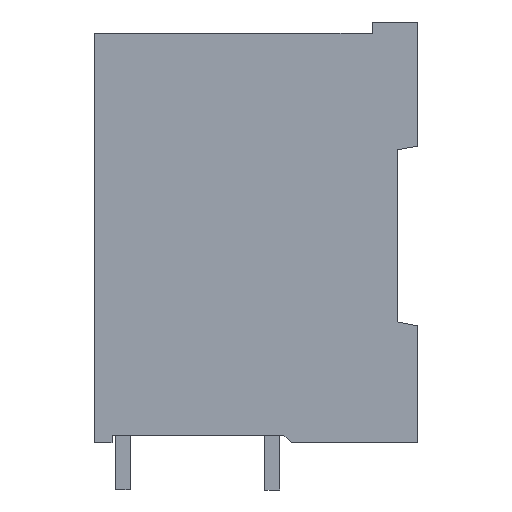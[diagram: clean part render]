
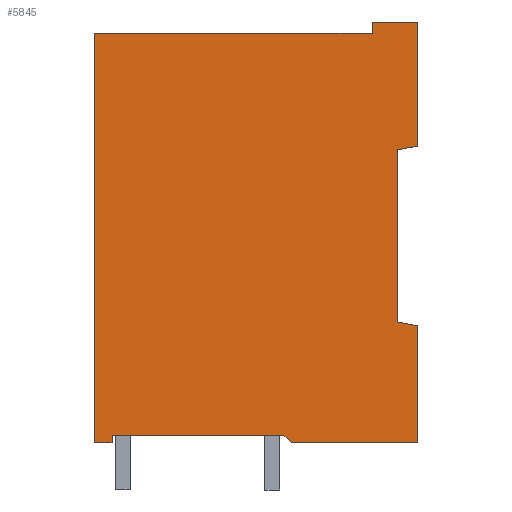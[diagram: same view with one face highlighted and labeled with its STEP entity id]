
A CAD part, left-side view. The second image highlights one B-rep face of the part: STEP entity #5845.
In plain terms, the highlighted planar face has unit normal (-1, 0, 0).
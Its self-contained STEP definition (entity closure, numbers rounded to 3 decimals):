
#5765=AXIS2_PLACEMENT_3D('Plane Axis2P3D',#5762,#5763,#5764) ;
#2449=CARTESIAN_POINT('Line Origine',(0.,0.7,23.277)) ;
#2453=CARTESIAN_POINT('Vertex',(0.,1.4,23.153)) ;
#2455=CARTESIAN_POINT('Vertex',(0.,0.,23.4)) ;
#3705=CARTESIAN_POINT('Line Origine',(0.,21.4,3.2)) ;
#3709=CARTESIAN_POINT('Vertex',(0.,22.,3.2)) ;
#3711=CARTESIAN_POINT('Vertex',(0.,20.8,3.2)) ;
#3756=CARTESIAN_POINT('Vertex',(0.,20.8,3.7)) ;
#3759=CARTESIAN_POINT('Line Origine',(0.,20.8,3.45)) ;
#3771=CARTESIAN_POINT('Line Origine',(0.,4.3,3.2)) ;
#3775=CARTESIAN_POINT('Vertex',(0.,8.6,3.2)) ;
#3777=CARTESIAN_POINT('Vertex',(0.,0.,3.2)) ;
#5762=CARTESIAN_POINT('Axis2P3D Location',(0.,22.,0.)) ;
#5767=CARTESIAN_POINT('Line Origine',(0.,11.,3.7)) ;
#5771=CARTESIAN_POINT('Vertex',(0.,9.1,3.7)) ;
#5775=CARTESIAN_POINT('Control Point',(0.,9.1,3.7)) ;
#5776=CARTESIAN_POINT('Control Point',(0.,8.6,3.2)) ;
#5778=CARTESIAN_POINT('Line Origine',(0.,0.,17.525)) ;
#5782=CARTESIAN_POINT('Vertex',(0.,0.,11.17)) ;
#5786=CARTESIAN_POINT('Control Point',(0.,0.,11.17)) ;
#5787=CARTESIAN_POINT('Control Point',(0.,1.4,11.439)) ;
#5788=CARTESIAN_POINT('Vertex',(0.,1.4,11.439)) ;
#5791=CARTESIAN_POINT('Line Origine',(0.,1.4,17.525)) ;
#5796=CARTESIAN_POINT('Line Origine',(0.,0.,17.525)) ;
#5800=CARTESIAN_POINT('Vertex',(0.,0.,31.85)) ;
#5803=CARTESIAN_POINT('Line Origine',(0.,11.,31.85)) ;
#5807=CARTESIAN_POINT('Vertex',(0.,3.1,31.85)) ;
#5810=CARTESIAN_POINT('Line Origine',(0.,3.1,17.525)) ;
#5814=CARTESIAN_POINT('Vertex',(0.,3.1,31.08)) ;
#5817=CARTESIAN_POINT('Line Origine',(0.,11.,31.08)) ;
#5821=CARTESIAN_POINT('Vertex',(0.,22.,31.08)) ;
#5824=CARTESIAN_POINT('Line Origine',(0.,22.,17.525)) ;
#2450=DIRECTION('Vector Direction',(0.,-0.985,0.174)) ;
#3706=DIRECTION('Vector Direction',(0.,-1.,0.)) ;
#3760=DIRECTION('Vector Direction',(0.,0.,-1.)) ;
#3772=DIRECTION('Vector Direction',(0.,-1.,0.)) ;
#5763=DIRECTION('Axis2P3D Direction',(-1.,0.,0.)) ;
#5764=DIRECTION('Axis2P3D XDirection',(0.,-1.,0.)) ;
#5768=DIRECTION('Vector Direction',(0.,-1.,0.)) ;
#5779=DIRECTION('Vector Direction',(0.,0.,1.)) ;
#5792=DIRECTION('Vector Direction',(0.,0.,1.)) ;
#5797=DIRECTION('Vector Direction',(0.,0.,1.)) ;
#5804=DIRECTION('Vector Direction',(0.,-1.,0.)) ;
#5811=DIRECTION('Vector Direction',(0.,0.,1.)) ;
#5818=DIRECTION('Vector Direction',(0.,-1.,0.)) ;
#5825=DIRECTION('Vector Direction',(0.,0.,1.)) ;
#2451=VECTOR('Line Direction',#2450,1.) ;
#3707=VECTOR('Line Direction',#3706,1.) ;
#3761=VECTOR('Line Direction',#3760,1.) ;
#3773=VECTOR('Line Direction',#3772,1.) ;
#5769=VECTOR('Line Direction',#5768,1.) ;
#5780=VECTOR('Line Direction',#5779,1.) ;
#5793=VECTOR('Line Direction',#5792,1.) ;
#5798=VECTOR('Line Direction',#5797,1.) ;
#5805=VECTOR('Line Direction',#5804,1.) ;
#5812=VECTOR('Line Direction',#5811,1.) ;
#5819=VECTOR('Line Direction',#5818,1.) ;
#5826=VECTOR('Line Direction',#5825,1.) ;
#5830=ORIENTED_EDGE('',*,*,#3713,.T.) ;
#5831=ORIENTED_EDGE('',*,*,#3763,.F.) ;
#5832=ORIENTED_EDGE('',*,*,#5773,.T.) ;
#5833=ORIENTED_EDGE('',*,*,#5777,.T.) ;
#5834=ORIENTED_EDGE('',*,*,#3779,.T.) ;
#5835=ORIENTED_EDGE('',*,*,#5784,.T.) ;
#5836=ORIENTED_EDGE('',*,*,#5790,.T.) ;
#5837=ORIENTED_EDGE('',*,*,#5795,.T.) ;
#5838=ORIENTED_EDGE('',*,*,#2457,.T.) ;
#5839=ORIENTED_EDGE('',*,*,#5802,.T.) ;
#5840=ORIENTED_EDGE('',*,*,#5809,.T.) ;
#5841=ORIENTED_EDGE('',*,*,#5816,.T.) ;
#5842=ORIENTED_EDGE('',*,*,#5823,.T.) ;
#5843=ORIENTED_EDGE('',*,*,#5828,.T.) ;
#5845=ADVANCED_FACE('Model',(#5844),#5766,.T.) ;
#5774=B_SPLINE_CURVE_WITH_KNOTS('',1,(#5775,#5776),.UNSPECIFIED.,.F.,.U.,(2,2),(-0.354,0.354),.UNSPECIFIED.) ;
#5785=B_SPLINE_CURVE_WITH_KNOTS('',1,(#5786,#5787),.UNSPECIFIED.,.F.,.U.,(2,2),(-0.713,0.713),.UNSPECIFIED.) ;
#2457=EDGE_CURVE('',#2454,#2456,#2452,.T.) ;
#3713=EDGE_CURVE('',#3710,#3712,#3708,.T.) ;
#3763=EDGE_CURVE('',#3757,#3712,#3762,.T.) ;
#3779=EDGE_CURVE('',#3776,#3778,#3774,.T.) ;
#5773=EDGE_CURVE('',#3757,#5772,#5770,.T.) ;
#5777=EDGE_CURVE('',#5772,#3776,#5774,.T.) ;
#5784=EDGE_CURVE('',#3778,#5783,#5781,.T.) ;
#5790=EDGE_CURVE('',#5783,#5789,#5785,.T.) ;
#5795=EDGE_CURVE('',#5789,#2454,#5794,.T.) ;
#5802=EDGE_CURVE('',#2456,#5801,#5799,.T.) ;
#5809=EDGE_CURVE('',#5801,#5808,#5806,.F.) ;
#5816=EDGE_CURVE('',#5808,#5815,#5813,.F.) ;
#5823=EDGE_CURVE('',#5815,#5822,#5820,.F.) ;
#5828=EDGE_CURVE('',#5822,#3710,#5827,.F.) ;
#5829=EDGE_LOOP('',(#5830,#5831,#5832,#5833,#5834,#5835,#5836,#5837,#5838,#5839,#5840,#5841,#5842,#5843)) ;
#5844=FACE_OUTER_BOUND('',#5829,.T.) ;
#2452=LINE('Line',#2449,#2451) ;
#3708=LINE('Line',#3705,#3707) ;
#3762=LINE('Line',#3759,#3761) ;
#3774=LINE('Line',#3771,#3773) ;
#5770=LINE('Line',#5767,#5769) ;
#5781=LINE('Line',#5778,#5780) ;
#5794=LINE('Line',#5791,#5793) ;
#5799=LINE('Line',#5796,#5798) ;
#5806=LINE('Line',#5803,#5805) ;
#5813=LINE('Line',#5810,#5812) ;
#5820=LINE('Line',#5817,#5819) ;
#5827=LINE('Line',#5824,#5826) ;
#5766=PLANE('',#5765) ;
#2454=VERTEX_POINT('',#2453) ;
#2456=VERTEX_POINT('',#2455) ;
#3710=VERTEX_POINT('',#3709) ;
#3712=VERTEX_POINT('',#3711) ;
#3757=VERTEX_POINT('',#3756) ;
#3776=VERTEX_POINT('',#3775) ;
#3778=VERTEX_POINT('',#3777) ;
#5772=VERTEX_POINT('',#5771) ;
#5783=VERTEX_POINT('',#5782) ;
#5789=VERTEX_POINT('',#5788) ;
#5801=VERTEX_POINT('',#5800) ;
#5808=VERTEX_POINT('',#5807) ;
#5815=VERTEX_POINT('',#5814) ;
#5822=VERTEX_POINT('',#5821) ;
